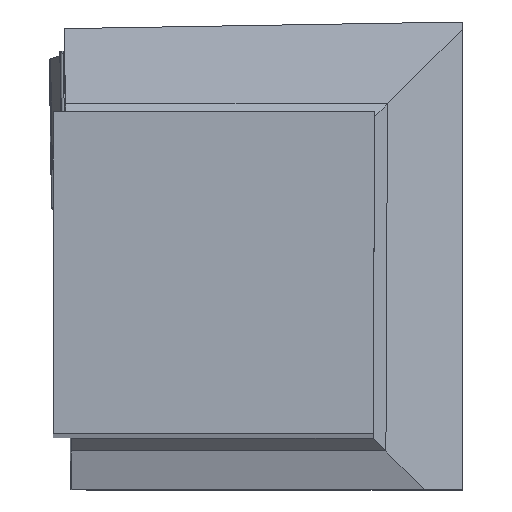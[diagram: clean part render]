
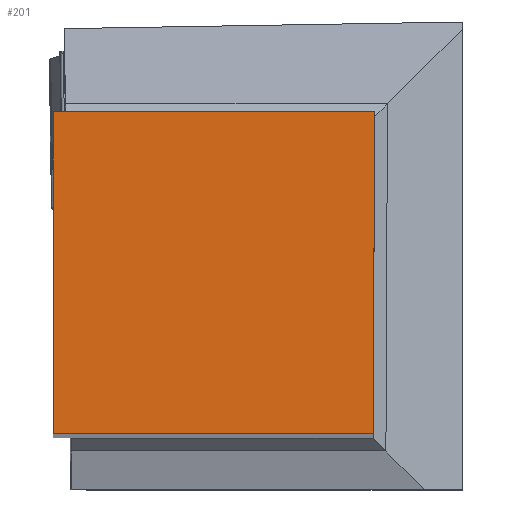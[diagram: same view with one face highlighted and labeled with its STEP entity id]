
A CAD part, top view. The second image highlights one B-rep face of the part: STEP entity #201.
In plain terms, the highlighted planar face has unit normal (0, 0, 1).
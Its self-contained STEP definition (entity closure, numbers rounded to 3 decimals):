
#201=ADVANCED_FACE('BLANK_BOXF006',(#319),#252,.F.);
#252=PLANE('',#1620);
#319=FACE_OUTER_BOUND('',#396,.T.);
#396=EDGE_LOOP('',(#752,#753,#754,#755));
#752=ORIENTED_EDGE('',*,*,#1123,.F.);
#753=ORIENTED_EDGE('',*,*,#1124,.F.);
#754=ORIENTED_EDGE('',*,*,#1125,.F.);
#755=ORIENTED_EDGE('',*,*,#1126,.F.);
#942=VERTEX_POINT('',#2576);
#943=VERTEX_POINT('',#2577);
#944=VERTEX_POINT('',#2579);
#945=VERTEX_POINT('',#2581);
#1123=EDGE_CURVE('',#942,#943,#1278,.T.);
#1124=EDGE_CURVE('',#944,#942,#1279,.T.);
#1125=EDGE_CURVE('',#945,#944,#1280,.T.);
#1126=EDGE_CURVE('',#943,#945,#1281,.T.);
#1278=LINE('',#2575,#1433);
#1279=LINE('',#2578,#1434);
#1280=LINE('',#2580,#1435);
#1281=LINE('',#2582,#1436);
#1433=VECTOR('',#1975,1.);
#1434=VECTOR('',#1976,1.);
#1435=VECTOR('',#1977,1.);
#1436=VECTOR('',#1978,1.);
#1620=AXIS2_PLACEMENT_3D('',#2583,#1979,#1980);
#1975=DIRECTION('',(0.,1.,0.));
#1976=DIRECTION('',(-1.,0.,0.));
#1977=DIRECTION('',(-0.004,-1.,0.));
#1978=DIRECTION('',(1.,0.,0.));
#1979=DIRECTION('',(0.,0.,-1.));
#1980=DIRECTION('',(0.,-1.,0.));
#2575=CARTESIAN_POINT('',(-12.573,-127.,0.));
#2576=CARTESIAN_POINT('',(-12.573,0.,0.));
#2577=CARTESIAN_POINT('',(-12.573,12.573,0.));
#2578=CARTESIAN_POINT('',(127.,0.,0.));
#2579=CARTESIAN_POINT('',(-0.055,0.,0.));
#2580=CARTESIAN_POINT('',(0.499,126.999,0.));
#2581=CARTESIAN_POINT('',(0.,12.573,0.));
#2582=CARTESIAN_POINT('',(-127.,12.573,0.));
#2583=CARTESIAN_POINT('',(-25.273,-2.,0.));
